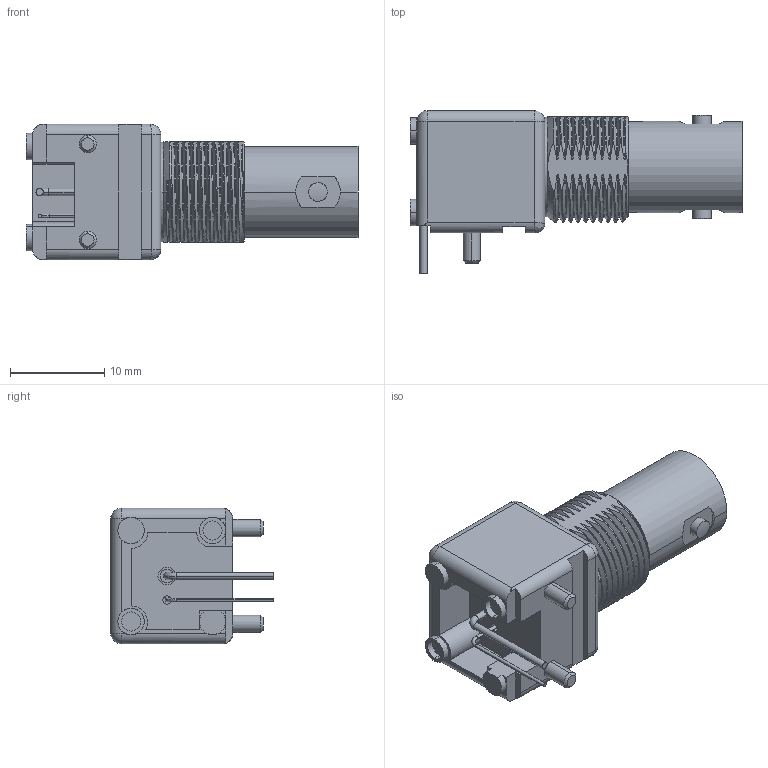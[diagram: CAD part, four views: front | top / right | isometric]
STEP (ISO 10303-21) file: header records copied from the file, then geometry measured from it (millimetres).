
FILE_DESCRIPTION((''),'2;1');
FILE_NAME('31-71042_0','2016-10-13T',('Rajagopal'),(''),'PRO/ENGINEER BY PARAMETRIC TECHNOLOGY CORPORATION, 2014440','PRO/ENGINEER BY PARAMETRIC TECHNOLOGY CORPORATION, 2014440','');
FILE_SCHEMA(('CONFIG_CONTROL_DESIGN'));
Products named in the file (1): 31-71042_0
Bounding box: 35.2 x 17.24 x 14.4 mm (x, y, z)
Surface area: 2571.8 mm2 (no closed solid volume)
Topology: 0 solids, 5 shells, 262 faces, 739 edges, 483 vertices
Faces by surface type: bspline 100, cylinder 82, plane 56, cone 16, sphere 4, torus 4
Entity records: 35775 total; most frequent: CARTESIAN_POINT 29754, ORIENTED_EDGE 1404, DIRECTION 929, EDGE_CURVE 739, VERTEX_POINT 483, AXIS2_PLACEMENT_3D 320, B_SPLINE_CURVE_WITH_KNOTS 292, VECTOR 289
